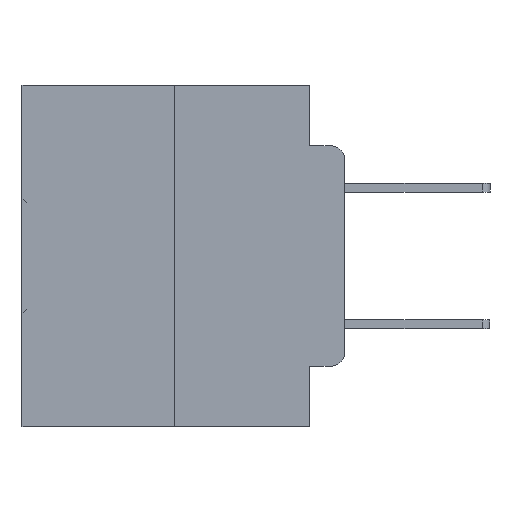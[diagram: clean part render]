
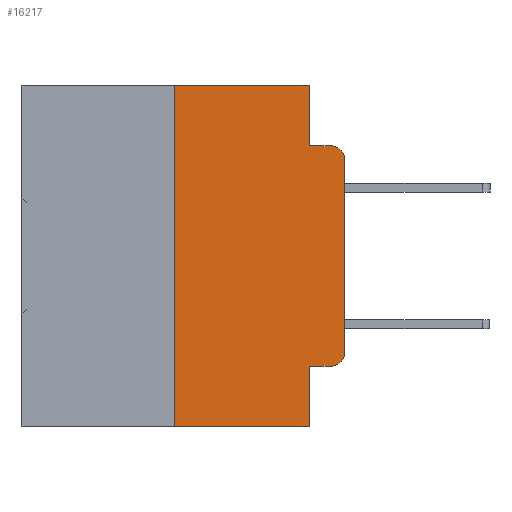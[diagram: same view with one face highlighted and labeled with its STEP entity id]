
A CAD part, left-side view. The second image highlights one B-rep face of the part: STEP entity #16217.
In plain terms, the highlighted planar face has unit normal (-1, 0, 0).
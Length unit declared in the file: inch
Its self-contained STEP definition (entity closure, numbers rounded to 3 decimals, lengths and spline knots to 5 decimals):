
#38 = EDGE_CURVE ( 'NONE', #18236, #17685, #28568, .T. ) ;
#643 = VERTEX_POINT ( 'NONE', #17928 ) ;
#1182 = ORIENTED_EDGE ( 'NONE', *, *, #38, .F. ) ;
#2482 = DIRECTION ( 'NONE',  ( 0., 0., -1. ) ) ;
#2610 = EDGE_CURVE ( 'NONE', #643, #6548, #12340, .T. ) ;
#4510 = CARTESIAN_POINT ( 'NONE',  ( 0., 0.051, 0. ) ) ;
#4961 = VERTEX_POINT ( 'NONE', #16865 ) ;
#5066 = VECTOR ( 'NONE', #24585, 39.37008 ) ;
#5094 = ORIENTED_EDGE ( 'NONE', *, *, #8808, .T. ) ;
#5541 = CARTESIAN_POINT ( 'NONE',  ( 0., 0.051, -0.0885 ) ) ;
#5955 = VECTOR ( 'NONE', #13589, 39.37008 ) ;
#6350 = ORIENTED_EDGE ( 'NONE', *, *, #32144, .F. ) ;
#6548 = VERTEX_POINT ( 'NONE', #32310 ) ;
#6745 = CARTESIAN_POINT ( 'NONE',  ( 0., 0.25, -0.5 ) ) ;
#7011 = VERTEX_POINT ( 'NONE', #26139 ) ;
#7253 = CARTESIAN_POINT ( 'NONE',  ( 0., 0.473, 0. ) ) ;
#7929 = AXIS2_PLACEMENT_3D ( 'NONE', #26848, #18873, #2482 ) ;
#8316 = VECTOR ( 'NONE', #30626, 39.37008 ) ;
#8808 = EDGE_CURVE ( 'NONE', #4961, #643, #17260, .T. ) ;
#9245 = VERTEX_POINT ( 'NONE', #31697 ) ;
#9321 = EDGE_LOOP ( 'NONE', ( #5094, #29298, #25947, #12003, #6350, #1182, #13999, #17320, #24027, #11542 ) ) ;
#9635 = LINE ( 'NONE', #7253, #30347 ) ;
#10854 = VECTOR ( 'NONE', #29876, 39.37008 ) ;
#11104 = EDGE_CURVE ( 'NONE', #9245, #18060, #30520, .T. ) ;
#11164 = CARTESIAN_POINT ( 'NONE',  ( 0., 0., 0. ) ) ;
#11267 = LINE ( 'NONE', #13200, #18485 ) ;
#11542 = ORIENTED_EDGE ( 'NONE', *, *, #29159, .T. ) ;
#12003 = ORIENTED_EDGE ( 'NONE', *, *, #22712, .F. ) ;
#12340 = CIRCLE ( 'NONE', #29917, 0.02 ) ;
#12777 = DIRECTION ( 'NONE',  ( 0., -1., 0. ) ) ;
#12893 = AXIS2_PLACEMENT_3D ( 'NONE', #29930, #13843, #32590 ) ;
#13200 = CARTESIAN_POINT ( 'NONE',  ( 0., 0.051, -0.4115 ) ) ;
#13404 = VECTOR ( 'NONE', #15845, 39.37008 ) ;
#13406 = PLANE ( 'NONE',  #7929 ) ;
#13589 = DIRECTION ( 'NONE',  ( 0., 0., -1. ) ) ;
#13843 = DIRECTION ( 'NONE',  ( -1., 0., 0. ) ) ;
#13999 = ORIENTED_EDGE ( 'NONE', *, *, #18115, .T. ) ;
#14126 = CIRCLE ( 'NONE', #12893, 0.02 ) ;
#14249 = CARTESIAN_POINT ( 'NONE',  ( 0., 0.051, -0.0885 ) ) ;
#14547 = CARTESIAN_POINT ( 'NONE',  ( 0., 0.473, -0.5 ) ) ;
#14784 = LINE ( 'NONE', #14547, #8316 ) ;
#14884 = CARTESIAN_POINT ( 'NONE',  ( 0., 0.02, -0.4115 ) ) ;
#15845 = DIRECTION ( 'NONE',  ( 0., 0., 1. ) ) ;
#16217 = ADVANCED_FACE ( 'NONE', ( #29191 ), #13406, .F. ) ;
#16367 = VERTEX_POINT ( 'NONE', #14249 ) ;
#16865 = CARTESIAN_POINT ( 'NONE',  ( 0., 0., -0.3915 ) ) ;
#17260 = LINE ( 'NONE', #11164, #10854 ) ;
#17320 = ORIENTED_EDGE ( 'NONE', *, *, #11104, .F. ) ;
#17685 = VERTEX_POINT ( 'NONE', #21119 ) ;
#17928 = CARTESIAN_POINT ( 'NONE',  ( 0., 0., -0.1085 ) ) ;
#18060 = VERTEX_POINT ( 'NONE', #30404 ) ;
#18115 = EDGE_CURVE ( 'NONE', #18236, #18060, #14784, .T. ) ;
#18236 = VERTEX_POINT ( 'NONE', #6745 ) ;
#18485 = VECTOR ( 'NONE', #21314, 39.37008 ) ;
#18873 = DIRECTION ( 'NONE',  ( 1., 0., 0. ) ) ;
#20235 = EDGE_CURVE ( 'NONE', #9245, #21259, #11267, .T. ) ;
#20571 = DIRECTION ( 'NONE',  ( -1., 0., 0. ) ) ;
#21119 = CARTESIAN_POINT ( 'NONE',  ( 0., 0.25, 0. ) ) ;
#21259 = VERTEX_POINT ( 'NONE', #14884 ) ;
#21314 = DIRECTION ( 'NONE',  ( 0., -1., 0. ) ) ;
#22712 = EDGE_CURVE ( 'NONE', #7011, #16367, #28414, .T. ) ;
#22758 = EDGE_CURVE ( 'NONE', #16367, #6548, #25909, .T. ) ;
#23562 = DIRECTION ( 'NONE',  ( 0., 0., -1. ) ) ;
#24027 = ORIENTED_EDGE ( 'NONE', *, *, #20235, .T. ) ;
#24585 = DIRECTION ( 'NONE',  ( 0., -1., 0. ) ) ;
#25102 = CARTESIAN_POINT ( 'NONE',  ( 0., 0.02, -0.1085 ) ) ;
#25909 = LINE ( 'NONE', #5541, #5066 ) ;
#25947 = ORIENTED_EDGE ( 'NONE', *, *, #22758, .F. ) ;
#26139 = CARTESIAN_POINT ( 'NONE',  ( 0., 0.051, 0. ) ) ;
#26848 = CARTESIAN_POINT ( 'NONE',  ( 0., 0.473, 0. ) ) ;
#27443 = CARTESIAN_POINT ( 'NONE',  ( 0., 0.25, 0. ) ) ;
#28414 = LINE ( 'NONE', #29682, #5955 ) ;
#28568 = LINE ( 'NONE', #27443, #13404 ) ;
#29159 = EDGE_CURVE ( 'NONE', #21259, #4961, #14126, .T. ) ;
#29191 = FACE_OUTER_BOUND ( 'NONE', #9321, .T. ) ;
#29298 = ORIENTED_EDGE ( 'NONE', *, *, #2610, .T. ) ;
#29682 = CARTESIAN_POINT ( 'NONE',  ( 0., 0.051, 0. ) ) ;
#29876 = DIRECTION ( 'NONE',  ( 0., 0., 1. ) ) ;
#29917 = AXIS2_PLACEMENT_3D ( 'NONE', #25102, #20571, #32586 ) ;
#29930 = CARTESIAN_POINT ( 'NONE',  ( 0., 0.02, -0.3915 ) ) ;
#30347 = VECTOR ( 'NONE', #12777, 39.37008 ) ;
#30404 = CARTESIAN_POINT ( 'NONE',  ( 0., 0.051, -0.5 ) ) ;
#30520 = LINE ( 'NONE', #4510, #32156 ) ;
#30626 = DIRECTION ( 'NONE',  ( 0., -1., 0. ) ) ;
#31697 = CARTESIAN_POINT ( 'NONE',  ( 0., 0.051, -0.4115 ) ) ;
#32144 = EDGE_CURVE ( 'NONE', #17685, #7011, #9635, .T. ) ;
#32156 = VECTOR ( 'NONE', #23562, 39.37008 ) ;
#32310 = CARTESIAN_POINT ( 'NONE',  ( 0., 0.02, -0.0885 ) ) ;
#32586 = DIRECTION ( 'NONE',  ( 0., 0., -1. ) ) ;
#32590 = DIRECTION ( 'NONE',  ( 0., 0., -1. ) ) ;
